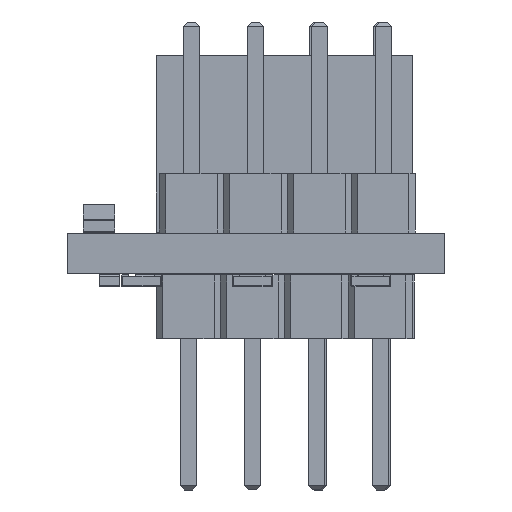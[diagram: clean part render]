
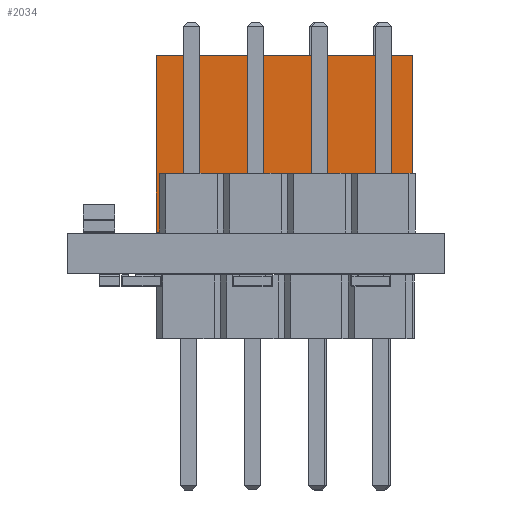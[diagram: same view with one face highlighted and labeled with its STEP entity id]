
A CAD part, left-side view. The second image highlights one B-rep face of the part: STEP entity #2034.
In plain terms, the highlighted planar face has unit normal (-1, 0, 0).
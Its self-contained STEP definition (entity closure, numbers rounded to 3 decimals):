
#148 = PLANE('',#149);
#149 = AXIS2_PLACEMENT_3D('',#150,#151,#152);
#150 = CARTESIAN_POINT('',(-1.27,-8.89,0.));
#151 = DIRECTION('',(0.,1.,0.));
#152 = DIRECTION('',(1.,0.,0.));
#176 = PLANE('',#177);
#177 = AXIS2_PLACEMENT_3D('',#178,#179,#180);
#178 = CARTESIAN_POINT('',(1.27,-8.89,7.));
#179 = DIRECTION('',(0.,0.,-1.));
#180 = DIRECTION('',(0.,-1.,0.));
#204 = PLANE('',#205);
#205 = AXIS2_PLACEMENT_3D('',#206,#207,#208);
#206 = CARTESIAN_POINT('',(1.27,1.27,0.));
#207 = DIRECTION('',(0.,-1.,0.));
#208 = DIRECTION('',(-1.,0.,0.));
#246 = VERTEX_POINT('',#247);
#247 = CARTESIAN_POINT('',(-1.27,-8.89,0.));
#263 = PLANE('',#264);
#264 = AXIS2_PLACEMENT_3D('',#265,#266,#267);
#265 = CARTESIAN_POINT('',(1.27,-8.89,0.));
#266 = DIRECTION('',(0.,0.,-1.));
#267 = DIRECTION('',(0.,-1.,0.));
#275 = EDGE_CURVE('',#246,#276,#278,.T.);
#276 = VERTEX_POINT('',#277);
#277 = CARTESIAN_POINT('',(-1.27,-8.89,7.));
#278 = SURFACE_CURVE('',#279,(#283,#290),.PCURVE_S1.);
#279 = LINE('',#280,#281);
#280 = CARTESIAN_POINT('',(-1.27,-8.89,0.));
#281 = VECTOR('',#282,1.);
#282 = DIRECTION('',(0.,0.,1.));
#283 = PCURVE('',#148,#284);
#284 = DEFINITIONAL_REPRESENTATION('',(#285),#289);
#285 = LINE('',#286,#287);
#286 = CARTESIAN_POINT('',(0.,0.));
#287 = VECTOR('',#288,1.);
#288 = DIRECTION('',(0.,-1.));
#289 = ( GEOMETRIC_REPRESENTATION_CONTEXT(2) 
PARAMETRIC_REPRESENTATION_CONTEXT() REPRESENTATION_CONTEXT('2D SPACE',''
  ) );
#290 = PCURVE('',#291,#296);
#291 = PLANE('',#292);
#292 = AXIS2_PLACEMENT_3D('',#293,#294,#295);
#293 = CARTESIAN_POINT('',(-1.27,1.27,0.));
#294 = DIRECTION('',(1.,0.,0.));
#295 = DIRECTION('',(0.,-1.,0.));
#296 = DEFINITIONAL_REPRESENTATION('',(#297),#301);
#297 = LINE('',#298,#299);
#298 = CARTESIAN_POINT('',(10.16,0.));
#299 = VECTOR('',#300,1.);
#300 = DIRECTION('',(0.,-1.));
#301 = ( GEOMETRIC_REPRESENTATION_CONTEXT(2) 
PARAMETRIC_REPRESENTATION_CONTEXT() REPRESENTATION_CONTEXT('2D SPACE',''
  ) );
#458 = VERTEX_POINT('',#459);
#459 = CARTESIAN_POINT('',(-1.27,1.27,7.));
#480 = EDGE_CURVE('',#481,#458,#483,.T.);
#481 = VERTEX_POINT('',#482);
#482 = CARTESIAN_POINT('',(-1.27,1.27,0.));
#483 = SURFACE_CURVE('',#484,(#488,#495),.PCURVE_S1.);
#484 = LINE('',#485,#486);
#485 = CARTESIAN_POINT('',(-1.27,1.27,0.));
#486 = VECTOR('',#487,1.);
#487 = DIRECTION('',(0.,0.,1.));
#488 = PCURVE('',#204,#489);
#489 = DEFINITIONAL_REPRESENTATION('',(#490),#494);
#490 = LINE('',#491,#492);
#491 = CARTESIAN_POINT('',(2.54,0.));
#492 = VECTOR('',#493,1.);
#493 = DIRECTION('',(0.,-1.));
#494 = ( GEOMETRIC_REPRESENTATION_CONTEXT(2) 
PARAMETRIC_REPRESENTATION_CONTEXT() REPRESENTATION_CONTEXT('2D SPACE',''
  ) );
#495 = PCURVE('',#291,#496);
#496 = DEFINITIONAL_REPRESENTATION('',(#497),#501);
#497 = LINE('',#498,#499);
#498 = CARTESIAN_POINT('',(0.,0.));
#499 = VECTOR('',#500,1.);
#500 = DIRECTION('',(0.,-1.));
#501 = ( GEOMETRIC_REPRESENTATION_CONTEXT(2) 
PARAMETRIC_REPRESENTATION_CONTEXT() REPRESENTATION_CONTEXT('2D SPACE',''
  ) );
#625 = EDGE_CURVE('',#458,#276,#626,.T.);
#626 = SURFACE_CURVE('',#627,(#631,#638),.PCURVE_S1.);
#627 = LINE('',#628,#629);
#628 = CARTESIAN_POINT('',(-1.27,1.27,7.));
#629 = VECTOR('',#630,1.);
#630 = DIRECTION('',(0.,-1.,0.));
#631 = PCURVE('',#176,#632);
#632 = DEFINITIONAL_REPRESENTATION('',(#633),#637);
#633 = LINE('',#634,#635);
#634 = CARTESIAN_POINT('',(-10.16,2.54));
#635 = VECTOR('',#636,1.);
#636 = DIRECTION('',(1.,0.));
#637 = ( GEOMETRIC_REPRESENTATION_CONTEXT(2) 
PARAMETRIC_REPRESENTATION_CONTEXT() REPRESENTATION_CONTEXT('2D SPACE',''
  ) );
#638 = PCURVE('',#291,#639);
#639 = DEFINITIONAL_REPRESENTATION('',(#640),#644);
#640 = LINE('',#641,#642);
#641 = CARTESIAN_POINT('',(0.,-7.));
#642 = VECTOR('',#643,1.);
#643 = DIRECTION('',(1.,0.));
#644 = ( GEOMETRIC_REPRESENTATION_CONTEXT(2) 
PARAMETRIC_REPRESENTATION_CONTEXT() REPRESENTATION_CONTEXT('2D SPACE',''
  ) );
#1128 = EDGE_CURVE('',#481,#246,#1129,.T.);
#1129 = SURFACE_CURVE('',#1130,(#1134,#1141),.PCURVE_S1.);
#1130 = LINE('',#1131,#1132);
#1131 = CARTESIAN_POINT('',(-1.27,1.27,0.));
#1132 = VECTOR('',#1133,1.);
#1133 = DIRECTION('',(0.,-1.,0.));
#1134 = PCURVE('',#263,#1135);
#1135 = DEFINITIONAL_REPRESENTATION('',(#1136),#1140);
#1136 = LINE('',#1137,#1138);
#1137 = CARTESIAN_POINT('',(-10.16,2.54));
#1138 = VECTOR('',#1139,1.);
#1139 = DIRECTION('',(1.,0.));
#1140 = ( GEOMETRIC_REPRESENTATION_CONTEXT(2) 
PARAMETRIC_REPRESENTATION_CONTEXT() REPRESENTATION_CONTEXT('2D SPACE',''
  ) );
#1141 = PCURVE('',#291,#1142);
#1142 = DEFINITIONAL_REPRESENTATION('',(#1143),#1147);
#1143 = LINE('',#1144,#1145);
#1144 = CARTESIAN_POINT('',(0.,0.));
#1145 = VECTOR('',#1146,1.);
#1146 = DIRECTION('',(1.,0.));
#1147 = ( GEOMETRIC_REPRESENTATION_CONTEXT(2) 
PARAMETRIC_REPRESENTATION_CONTEXT() REPRESENTATION_CONTEXT('2D SPACE',''
  ) );
#2034 = ADVANCED_FACE('',(#2035),#291,.F.);
#2035 = FACE_BOUND('',#2036,.F.);
#2036 = EDGE_LOOP('',(#2037,#2038,#2039,#2040));
#2037 = ORIENTED_EDGE('',*,*,#480,.T.);
#2038 = ORIENTED_EDGE('',*,*,#625,.T.);
#2039 = ORIENTED_EDGE('',*,*,#275,.F.);
#2040 = ORIENTED_EDGE('',*,*,#1128,.F.);
